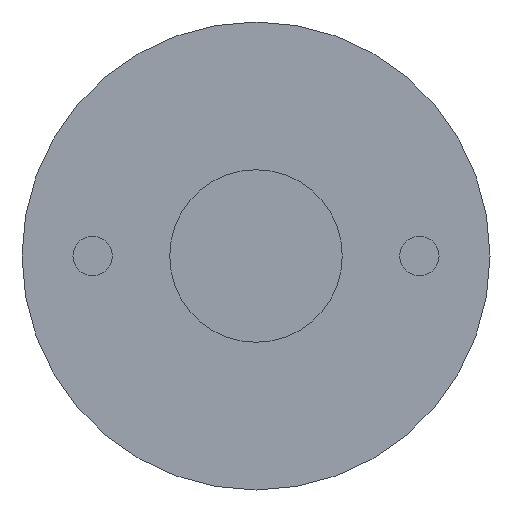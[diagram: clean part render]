
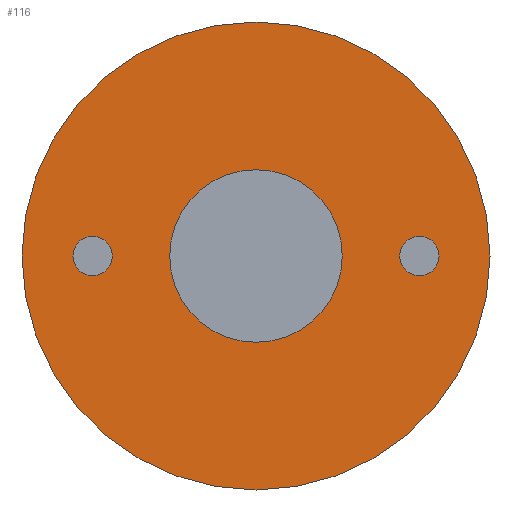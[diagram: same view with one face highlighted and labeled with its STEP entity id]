
A CAD part, left-side view. The second image highlights one B-rep face of the part: STEP entity #116.
In plain terms, the highlighted planar face has unit normal (-1, 0, 0).
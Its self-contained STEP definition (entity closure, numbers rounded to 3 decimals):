
#15=FACE_BOUND('',#41,.T.);
#16=FACE_BOUND('',#42,.T.);
#17=FACE_BOUND('',#43,.T.);
#22=PLANE('',#147);
#31=FACE_OUTER_BOUND('',#40,.T.);
#40=EDGE_LOOP('',(#100));
#41=EDGE_LOOP('',(#101));
#42=EDGE_LOOP('',(#102));
#43=EDGE_LOOP('',(#103));
#53=CIRCLE('',#133,6.6);
#54=CIRCLE('',#136,1.5);
#56=CIRCLE('',#140,1.5);
#59=CIRCLE('',#145,17.9);
#61=VERTEX_POINT('',#192);
#62=VERTEX_POINT('',#197);
#64=VERTEX_POINT('',#204);
#67=VERTEX_POINT('',#213);
#70=EDGE_CURVE('',#61,#61,#53,.T.);
#71=EDGE_CURVE('',#62,#62,#54,.T.);
#74=EDGE_CURVE('',#64,#64,#56,.T.);
#79=EDGE_CURVE('',#67,#67,#59,.T.);
#100=ORIENTED_EDGE('',*,*,#79,.F.);
#101=ORIENTED_EDGE('',*,*,#70,.T.);
#102=ORIENTED_EDGE('',*,*,#71,.T.);
#103=ORIENTED_EDGE('',*,*,#74,.T.);
#116=ADVANCED_FACE('',(#31,#15,#16,#17),#22,.F.);
#133=AXIS2_PLACEMENT_3D('',#194,#155,#156);
#136=AXIS2_PLACEMENT_3D('',#198,#161,#162);
#140=AXIS2_PLACEMENT_3D('',#205,#170,#171);
#145=AXIS2_PLACEMENT_3D('',#215,#182,#183);
#147=AXIS2_PLACEMENT_3D('',#217,#186,#187);
#155=DIRECTION('center_axis',(1.,0.,0.));
#156=DIRECTION('ref_axis',(0.,1.,0.));
#161=DIRECTION('center_axis',(1.,0.,0.));
#162=DIRECTION('ref_axis',(0.,1.,0.));
#170=DIRECTION('center_axis',(1.,0.,0.));
#171=DIRECTION('ref_axis',(0.,1.,0.));
#182=DIRECTION('center_axis',(1.,0.,0.));
#183=DIRECTION('ref_axis',(0.,1.,0.));
#186=DIRECTION('center_axis',(1.,0.,0.));
#187=DIRECTION('ref_axis',(0.,1.,0.));
#192=CARTESIAN_POINT('',(0.,-6.6,0.));
#194=CARTESIAN_POINT('Origin',(0.,0.,0.));
#197=CARTESIAN_POINT('',(0.,-14.,0.));
#198=CARTESIAN_POINT('Origin',(0.,-12.5,0.));
#204=CARTESIAN_POINT('',(0.,11.,0.));
#205=CARTESIAN_POINT('Origin',(0.,12.5,0.));
#213=CARTESIAN_POINT('',(0.,-17.9,0.));
#215=CARTESIAN_POINT('Origin',(0.,0.,0.));
#217=CARTESIAN_POINT('Origin',(0.,0.,0.));
